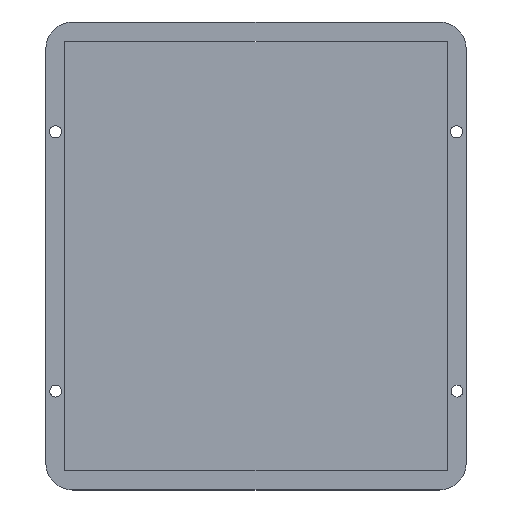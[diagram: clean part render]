
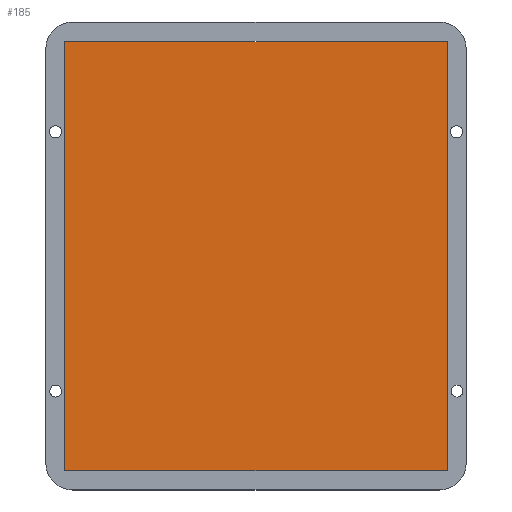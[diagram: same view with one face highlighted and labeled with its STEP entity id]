
A CAD part, top view. The second image highlights one B-rep face of the part: STEP entity #185.
In plain terms, the highlighted planar face has unit normal (0, 0, 1).
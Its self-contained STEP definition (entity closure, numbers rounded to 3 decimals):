
#32=CARTESIAN_POINT('',(87.,149.883,-4.297));
#33=VERTEX_POINT('',#32);
#34=CARTESIAN_POINT('',(87.,60.,-4.3));
#35=VERTEX_POINT('',#34);
#36=CARTESIAN_POINT('',(87.,149.883,-4.3));
#37=DIRECTION('',(0.,-1.,0.));
#38=VECTOR('',#37,89.883);
#39=LINE('',#36,#38);
#40=EDGE_CURVE('',#33,#35,#39,.T.);
#74=CARTESIAN_POINT('',(167.,60.,-4.3));
#75=VERTEX_POINT('',#74);
#90=CARTESIAN_POINT('',(167.,149.883,-4.297));
#91=VERTEX_POINT('',#90);
#98=CARTESIAN_POINT('',(167.,60.,-4.3));
#99=DIRECTION('',(0.,1.,0.));
#100=VECTOR('',#99,89.883);
#101=LINE('',#98,#100);
#102=EDGE_CURVE('',#75,#91,#101,.T.);
#120=CARTESIAN_POINT('',(87.,60.,-4.3));
#121=DIRECTION('',(1.,-0.,0.));
#122=VECTOR('',#121,80.);
#123=LINE('',#120,#122);
#124=EDGE_CURVE('',#35,#75,#123,.T.);
#169=CARTESIAN_POINT('',(0.,0.,-4.3));
#170=DIRECTION('',(0.,0.,-1.));
#171=DIRECTION('',(-1.,0.,0.));
#172=AXIS2_PLACEMENT_3D('',#169,#170,#171);
#173=PLANE('',#172);
#174=ORIENTED_EDGE('',*,*,#102,.T.);
#175=CARTESIAN_POINT('',(167.,149.872,-4.3));
#176=DIRECTION('',(-1.,0.,0.));
#177=VECTOR('',#176,80.);
#178=LINE('',#175,#177);
#179=EDGE_CURVE('',#91,#33,#178,.T.);
#180=ORIENTED_EDGE('',*,*,#179,.T.);
#181=ORIENTED_EDGE('',*,*,#40,.T.);
#182=ORIENTED_EDGE('',*,*,#124,.T.);
#183=EDGE_LOOP('',(#174,#180,#181,#182));
#184=FACE_BOUND('',#183,.T.);
#185=ADVANCED_FACE('',(#184),#173,.F.);
